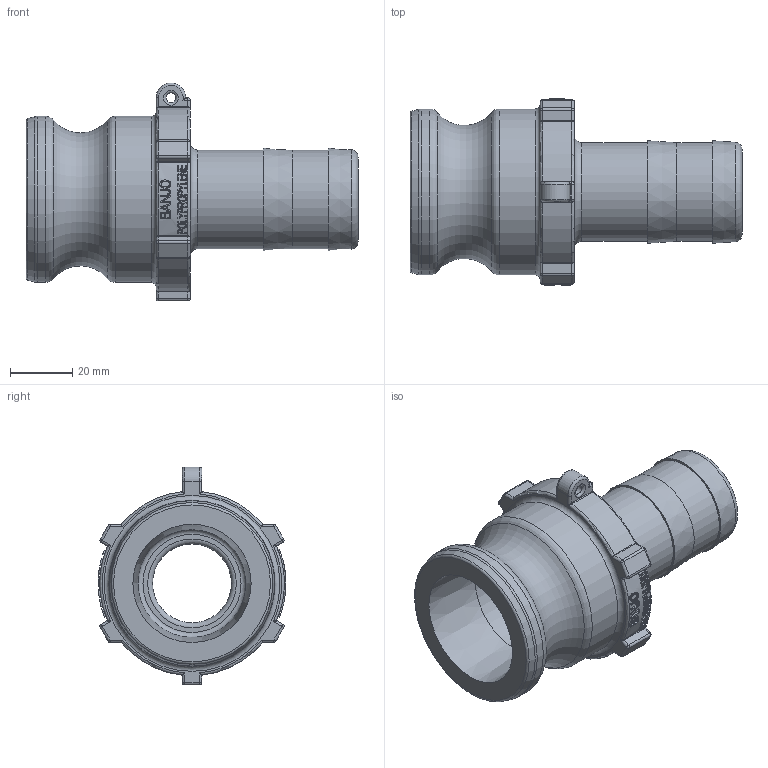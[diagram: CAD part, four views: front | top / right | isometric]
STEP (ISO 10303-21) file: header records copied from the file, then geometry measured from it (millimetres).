
FILE_DESCRIPTION(/* description */ ('1 1/2" Coupling X 1 1/4" HB'),/* implementation_level */ '2;1');
FILE_NAME(/* name */ '150125E.stp',/* time_stamp */ '2014-04-24T13:39:49-04:00',/* author */ ('DTruax'),/* organization */ (''),/* preprocessor_version */ 'ST-DEVELOPER v15.2',/* originating_system */ 'Autodesk Inventor 2014',/* authorisation */ '');
FILE_SCHEMA (('AUTOMOTIVE_DESIGN { 1 0 10303 214 3 1 1 }'));
Products named in the file (1): 150125E
Bounding box: 106.93 x 60.45 x 70.21 mm (x, y, z)
Volume: 81184 mm3; surface area: 29276.1 mm2
Topology: 1 solids, 1 shells, 500 faces, 1232 edges, 750 vertices
Faces by surface type: plane 173, bspline 164, cylinder 111, torus 26, sphere 22, cone 4
Full cylindrical faces by diameter (mm): 3.175 x1, 25.4 x1, 31.75 x2, 34.798 x1, 53.467 x2
Entity records: 48871 total; most frequent: CARTESIAN_POINT 38481, ORIENTED_EDGE 2366, DIRECTION 1653, EDGE_CURVE 1183, VERTEX_POINT 750, AXIS2_PLACEMENT_3D 589, EDGE_LOOP 569, ADVANCED_FACE 500
